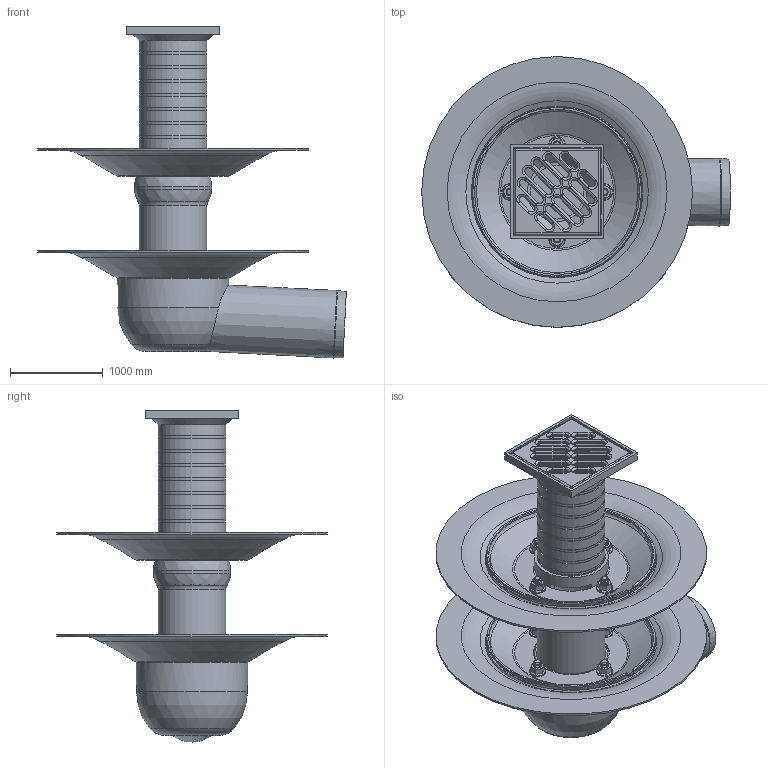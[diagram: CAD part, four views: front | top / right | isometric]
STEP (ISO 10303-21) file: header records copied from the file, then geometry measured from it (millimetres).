
FILE_DESCRIPTION(/* description */ (''),/* implementation_level */ '2;1');
FILE_NAME(/* name */ '19255.070X_3D.stp',/* time_stamp */ '2024-12-12T07:53:34+01:00',/* author */ ('CAD'),/* organization */ (''),/* preprocessor_version */ 'ST-DEVELOPER v20',/* originating_system */ 'AutoCAD Mechanical',/* authorisation */ '');
FILE_SCHEMA (('AUTOMOTIVE_DESIGN { 1 0 10303 214 3 1 1 }'));
Length unit declared in the file: centimetre
Products named in the file (7): Product; 19239.000X; *U2; *U1; *S3; *U5; *U4
Assembly tree (12 placements, depth 4):
  Product
    19239.000X
      *U2
        *U1  x4
    *S3
    *U5
      *U4  x4
Bounding box: 3327.52 x 2920 x 3579.71 mm (x, y, z)
Volume: 730243285.8 mm3; surface area: 78024065.7 mm2
Topology: 30 solids, 30 shells, 807 faces, 1777 edges, 1066 vertices
Faces by surface type: plane 245, cone 239, cylinder 219, torus 84, bspline 10, sphere 10
Full cylindrical faces by diameter (mm): 35 x2, 80 x16, 85 x2, 110 x8, 706 x1, 720 x8, 730 x12, 734 x1, 756 x3, 800 x1, 808 x3, 820 x2, 832 x2, 1170 x1, 1200 x1, 2920 x2
Entity records: 20655 total; most frequent: CARTESIAN_POINT 4513, DIRECTION 3658, ORIENTED_EDGE 3098, EDGE_CURVE 1549, AXIS2_PLACEMENT_3D 1499, VERTEX_POINT 928, EDGE_LOOP 811, CIRCLE 783
